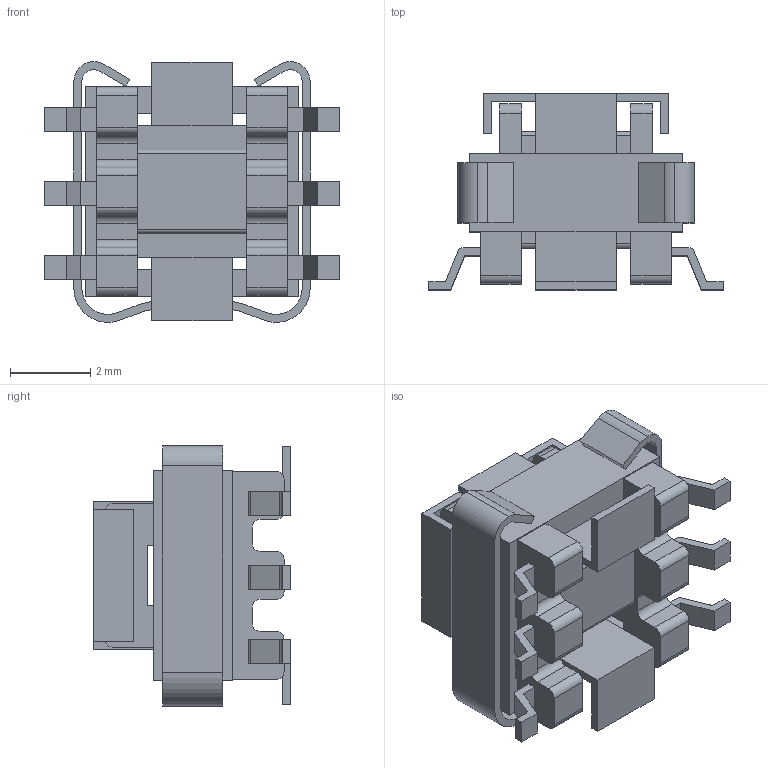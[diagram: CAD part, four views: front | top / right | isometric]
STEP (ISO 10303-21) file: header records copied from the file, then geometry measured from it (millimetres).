
FILE_DESCRIPTION (( 'STEP AP214' ), '1' );
FILE_NAME ('mps_mag_5300_smt_a.STEP', '2021-07-12T06:00:55', ( '' ), ( '' ), 'SwSTEP 2.0', 'SolidWorks 2015', '' );
FILE_SCHEMA (( 'AUTOMOTIVE_DESIGN' ));
Length unit declared in the file: millimetre
Products named in the file (1): mps_mag_5300_smt_a
Bounding box: 7.36 x 4.9 x 6.51 mm (x, y, z)
Volume: 78.6 mm3; surface area: 424.7 mm2
Topology: 3 solids, 3 shells, 245 faces, 673 edges, 446 vertices
Faces by surface type: plane 169, cylinder 58, bspline 18
Entity records: 11614 total; most frequent: CARTESIAN_POINT 2935, ORIENTED_EDGE 1346, DIRECTION 1209, EDGE_CURVE 673, VECTOR 521, LINE 521, VERTEX_POINT 446, AXIS2_PLACEMENT_3D 344
